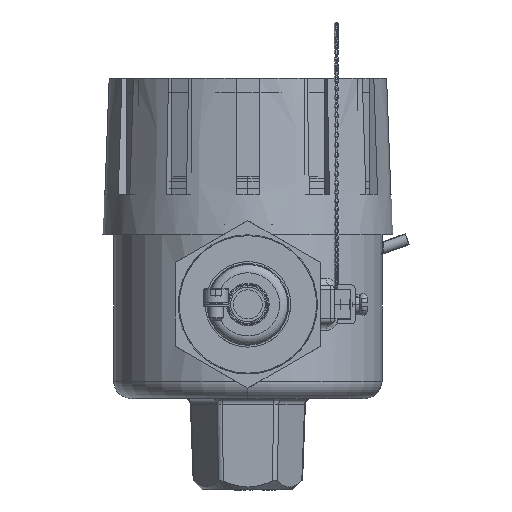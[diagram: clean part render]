
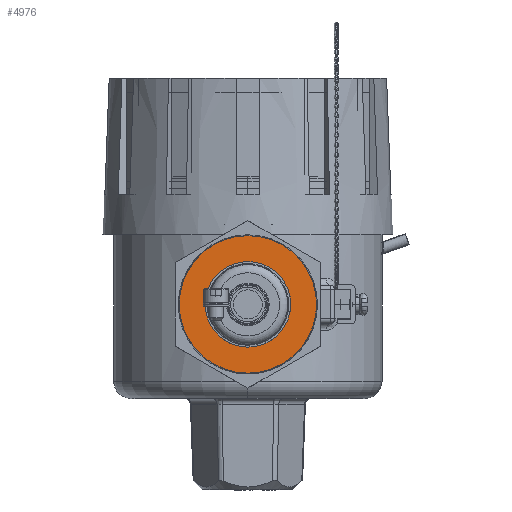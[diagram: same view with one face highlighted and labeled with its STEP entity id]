
A CAD part, front view. The second image highlights one B-rep face of the part: STEP entity #4976.
In plain terms, the highlighted face is planar.
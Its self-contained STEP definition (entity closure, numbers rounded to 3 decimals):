
#2042 = EDGE_CURVE ( 'NONE', #11495, #11495, #15132, .T. ) ;
#2707 = EDGE_LOOP ( 'NONE', ( #10487 ) ) ;
#4976 = ADVANCED_FACE ( 'NONE', ( #10247, #17331 ), #8452, .F. ) ;
#5760 = CARTESIAN_POINT ( 'NONE',  ( 33., 0., -10.5 ) ) ;
#6121 = AXIS2_PLACEMENT_3D ( 'NONE', #11811, #15417, #10362 ) ;
#6387 = DIRECTION ( 'NONE',  ( 0., 0., -1. ) ) ;
#8059 = DIRECTION ( 'NONE',  ( 1., 0., 0. ) ) ;
#8377 = VERTEX_POINT ( 'NONE', #17830 ) ;
#8452 = PLANE ( 'NONE',  #6121 ) ;
#10247 = FACE_BOUND ( 'NONE', #2707, .T. ) ;
#10362 = DIRECTION ( 'NONE',  ( 0., 0., 1. ) ) ;
#10487 = ORIENTED_EDGE ( 'NONE', *, *, #2042, .F. ) ;
#11397 = AXIS2_PLACEMENT_3D ( 'NONE', #12290, #11930, #19603 ) ;
#11495 = VERTEX_POINT ( 'NONE', #5760 ) ;
#11664 = AXIS2_PLACEMENT_3D ( 'NONE', #13232, #8059, #6387 ) ;
#11811 = CARTESIAN_POINT ( 'NONE',  ( 33., 23.695, 0. ) ) ;
#11930 = DIRECTION ( 'NONE',  ( -1., 0., 0. ) ) ;
#12290 = CARTESIAN_POINT ( 'NONE',  ( 33., 0., 0. ) ) ;
#13232 = CARTESIAN_POINT ( 'NONE',  ( 33., 0., 0. ) ) ;
#15132 = CIRCLE ( 'NONE', #11664, 10.5 ) ;
#15417 = DIRECTION ( 'NONE',  ( -1., 0., 0. ) ) ;
#16176 = EDGE_CURVE ( 'NONE', #8377, #8377, #18672, .T. ) ;
#17331 = FACE_OUTER_BOUND ( 'NONE', #18645, .T. ) ;
#17830 = CARTESIAN_POINT ( 'NONE',  ( 33., 0., 23.695 ) ) ;
#18645 = EDGE_LOOP ( 'NONE', ( #19857 ) ) ;
#18672 = CIRCLE ( 'NONE', #11397, 23.695 ) ;
#19603 = DIRECTION ( 'NONE',  ( 0., 0., 1. ) ) ;
#19857 = ORIENTED_EDGE ( 'NONE', *, *, #16176, .F. ) ;
